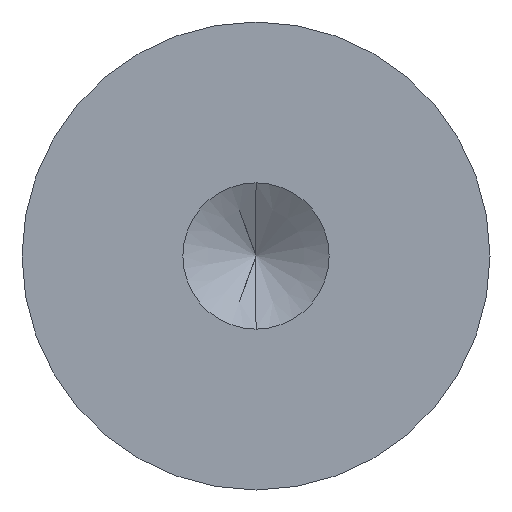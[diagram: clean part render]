
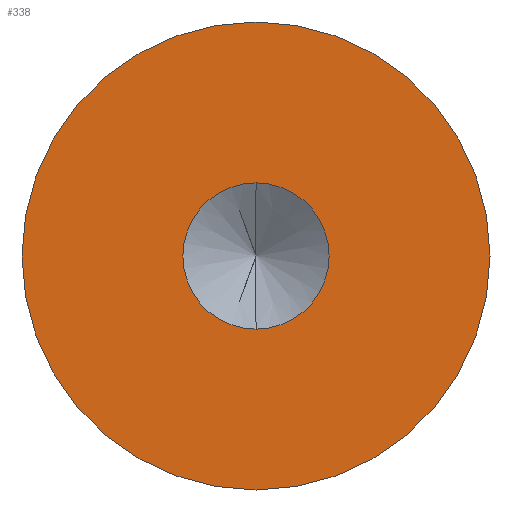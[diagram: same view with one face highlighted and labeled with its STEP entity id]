
A CAD part, front view. The second image highlights one B-rep face of the part: STEP entity #338.
In plain terms, the highlighted planar face has unit normal (0, -1, 0).
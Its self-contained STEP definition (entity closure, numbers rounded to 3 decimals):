
#5 = DIRECTION ( 'NONE',  ( 0., -1., 0. ) ) ;
#16 = ORIENTED_EDGE ( 'NONE', *, *, #278, .F. ) ;
#19 = EDGE_CURVE ( 'NONE', #201, #386, #186, .T. ) ;
#38 = EDGE_CURVE ( 'NONE', #387, #467, #463, .T. ) ;
#40 = EDGE_LOOP ( 'NONE', ( #16, #266 ) ) ;
#41 = DIRECTION ( 'NONE',  ( 0., -1., 0. ) ) ;
#51 = CIRCLE ( 'NONE', #127, 2.5 ) ;
#53 = EDGE_LOOP ( 'NONE', ( #363, #436 ) ) ;
#59 = EDGE_CURVE ( 'NONE', #467, #387, #370, .T. ) ;
#69 = DIRECTION ( 'NONE',  ( 0., 0., -1. ) ) ;
#101 = DIRECTION ( 'NONE',  ( 0., -1., 0. ) ) ;
#111 = CARTESIAN_POINT ( 'NONE',  ( 0., 0., 8. ) ) ;
#123 = DIRECTION ( 'NONE',  ( 0., 0., -1. ) ) ;
#127 = AXIS2_PLACEMENT_3D ( 'NONE', #452, #5, #403 ) ;
#140 = CARTESIAN_POINT ( 'NONE',  ( 0., 0., -8. ) ) ;
#163 = FACE_BOUND ( 'NONE', #40, .T. ) ;
#169 = AXIS2_PLACEMENT_3D ( 'NONE', #412, #398, #69 ) ;
#172 = CARTESIAN_POINT ( 'NONE',  ( 8., 0., 0. ) ) ;
#173 = PLANE ( 'NONE',  #244 ) ;
#176 = DIRECTION ( 'NONE',  ( 0., 0., -1. ) ) ;
#186 = CIRCLE ( 'NONE', #169, 2.5 ) ;
#193 = DIRECTION ( 'NONE',  ( 0., 0., -1. ) ) ;
#201 = VERTEX_POINT ( 'NONE', #371 ) ;
#215 = FACE_OUTER_BOUND ( 'NONE', #53, .T. ) ;
#244 = AXIS2_PLACEMENT_3D ( 'NONE', #172, #101, #176 ) ;
#247 = CARTESIAN_POINT ( 'NONE',  ( 0., 0., -2.5 ) ) ;
#266 = ORIENTED_EDGE ( 'NONE', *, *, #19, .F. ) ;
#272 = CARTESIAN_POINT ( 'NONE',  ( 0., 0., 0. ) ) ;
#278 = EDGE_CURVE ( 'NONE', #386, #201, #51, .T. ) ;
#300 = CARTESIAN_POINT ( 'NONE',  ( 0., 0., 0. ) ) ;
#338 = ADVANCED_FACE ( 'NONE', ( #163, #215 ), #173, .T. ) ;
#340 = DIRECTION ( 'NONE',  ( 0., -1., 0. ) ) ;
#363 = ORIENTED_EDGE ( 'NONE', *, *, #38, .T. ) ;
#370 = CIRCLE ( 'NONE', #373, 8. ) ;
#371 = CARTESIAN_POINT ( 'NONE',  ( 0., 0., 2.5 ) ) ;
#373 = AXIS2_PLACEMENT_3D ( 'NONE', #272, #41, #123 ) ;
#386 = VERTEX_POINT ( 'NONE', #247 ) ;
#387 = VERTEX_POINT ( 'NONE', #140 ) ;
#398 = DIRECTION ( 'NONE',  ( 0., -1., 0. ) ) ;
#403 = DIRECTION ( 'NONE',  ( 0., 0., -1. ) ) ;
#412 = CARTESIAN_POINT ( 'NONE',  ( 0., 0., 0. ) ) ;
#436 = ORIENTED_EDGE ( 'NONE', *, *, #59, .T. ) ;
#452 = CARTESIAN_POINT ( 'NONE',  ( 0., 0., 0. ) ) ;
#463 = CIRCLE ( 'NONE', #483, 8. ) ;
#467 = VERTEX_POINT ( 'NONE', #111 ) ;
#483 = AXIS2_PLACEMENT_3D ( 'NONE', #300, #340, #193 ) ;
